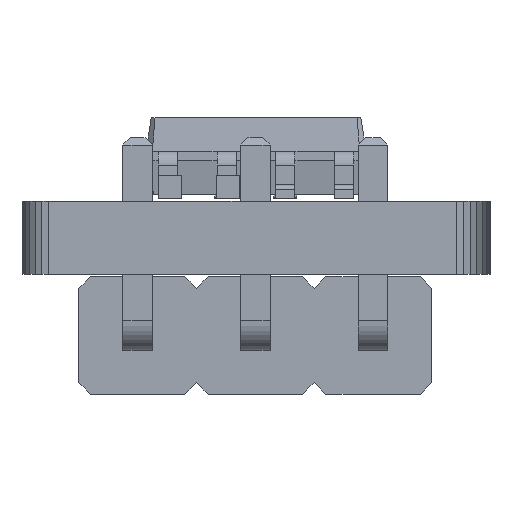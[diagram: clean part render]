
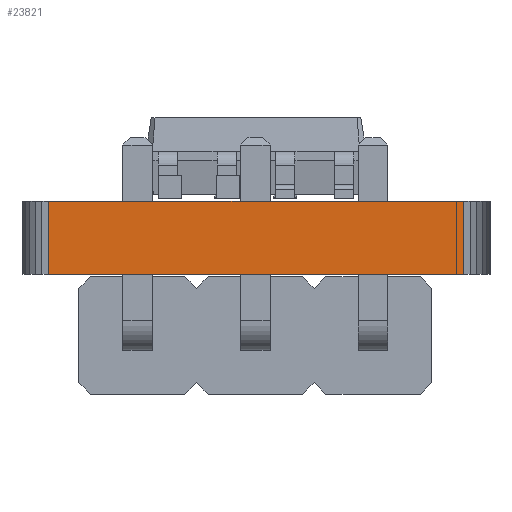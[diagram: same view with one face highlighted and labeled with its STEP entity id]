
A CAD part, left-side view. The second image highlights one B-rep face of the part: STEP entity #23821.
In plain terms, the highlighted planar face has unit normal (-1, 0, 0).
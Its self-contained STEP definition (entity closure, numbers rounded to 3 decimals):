
#20534 = PLANE('',#20535);
#20535 = AXIS2_PLACEMENT_3D('',#20536,#20537,#20538);
#20536 = CARTESIAN_POINT('',(144.451,-85.049,1.58));
#20537 = DIRECTION('',(-0.,-0.,-1.));
#20538 = DIRECTION('',(-1.,0.,0.));
#20588 = PLANE('',#20589);
#20589 = AXIS2_PLACEMENT_3D('',#20590,#20591,#20592);
#20590 = CARTESIAN_POINT('',(144.451,-85.049,0.));
#20591 = DIRECTION('',(-0.,-0.,-1.));
#20592 = DIRECTION('',(-1.,0.,0.));
#21873 = VERTEX_POINT('',#21874);
#21874 = CARTESIAN_POINT('',(135.002,-89.523,0.));
#21888 = PLANE('',#21889);
#21889 = AXIS2_PLACEMENT_3D('',#21890,#21891,#21892);
#21890 = CARTESIAN_POINT('',(135.021,-89.375,0.));
#21891 = DIRECTION('',(0.991,-0.131,0.));
#21892 = DIRECTION('',(-0.131,-0.991,0.));
#21900 = EDGE_CURVE('',#21873,#21901,#21903,.T.);
#21901 = VERTEX_POINT('',#21902);
#21902 = CARTESIAN_POINT('',(135.002,-80.577,0.));
#21903 = SURFACE_CURVE('',#21904,(#21908,#21915),.PCURVE_S1.);
#21904 = LINE('',#21905,#21906);
#21905 = CARTESIAN_POINT('',(135.002,-89.523,0.));
#21906 = VECTOR('',#21907,1.);
#21907 = DIRECTION('',(0.,1.,0.));
#21908 = PCURVE('',#20588,#21909);
#21909 = DEFINITIONAL_REPRESENTATION('',(#21910),#21914);
#21910 = LINE('',#21911,#21912);
#21911 = CARTESIAN_POINT('',(9.449,-4.474));
#21912 = VECTOR('',#21913,1.);
#21913 = DIRECTION('',(0.,1.));
#21914 = ( GEOMETRIC_REPRESENTATION_CONTEXT(2) 
PARAMETRIC_REPRESENTATION_CONTEXT() REPRESENTATION_CONTEXT('2D SPACE',''
  ) );
#21915 = PCURVE('',#21916,#21921);
#21916 = PLANE('',#21917);
#21917 = AXIS2_PLACEMENT_3D('',#21918,#21919,#21920);
#21918 = CARTESIAN_POINT('',(135.002,-89.523,0.));
#21919 = DIRECTION('',(-1.,0.,0.));
#21920 = DIRECTION('',(0.,1.,0.));
#21921 = DEFINITIONAL_REPRESENTATION('',(#21922),#21926);
#21922 = LINE('',#21923,#21924);
#21923 = CARTESIAN_POINT('',(0.,0.));
#21924 = VECTOR('',#21925,1.);
#21925 = DIRECTION('',(1.,0.));
#21926 = ( GEOMETRIC_REPRESENTATION_CONTEXT(2) 
PARAMETRIC_REPRESENTATION_CONTEXT() REPRESENTATION_CONTEXT('2D SPACE',''
  ) );
#21944 = PLANE('',#21945);
#21945 = AXIS2_PLACEMENT_3D('',#21946,#21947,#21948);
#21946 = CARTESIAN_POINT('',(135.002,-80.577,0.));
#21947 = DIRECTION('',(-0.991,0.131,0.));
#21948 = DIRECTION('',(0.131,0.991,0.));
#23149 = VERTEX_POINT('',#23150);
#23150 = CARTESIAN_POINT('',(135.002,-89.523,1.58));
#23171 = EDGE_CURVE('',#23149,#23172,#23174,.T.);
#23172 = VERTEX_POINT('',#23173);
#23173 = CARTESIAN_POINT('',(135.002,-80.577,1.58));
#23174 = SURFACE_CURVE('',#23175,(#23179,#23186),.PCURVE_S1.);
#23175 = LINE('',#23176,#23177);
#23176 = CARTESIAN_POINT('',(135.002,-89.523,1.58));
#23177 = VECTOR('',#23178,1.);
#23178 = DIRECTION('',(0.,1.,0.));
#23179 = PCURVE('',#20534,#23180);
#23180 = DEFINITIONAL_REPRESENTATION('',(#23181),#23185);
#23181 = LINE('',#23182,#23183);
#23182 = CARTESIAN_POINT('',(9.449,-4.474));
#23183 = VECTOR('',#23184,1.);
#23184 = DIRECTION('',(0.,1.));
#23185 = ( GEOMETRIC_REPRESENTATION_CONTEXT(2) 
PARAMETRIC_REPRESENTATION_CONTEXT() REPRESENTATION_CONTEXT('2D SPACE',''
  ) );
#23186 = PCURVE('',#21916,#23187);
#23187 = DEFINITIONAL_REPRESENTATION('',(#23188),#23192);
#23188 = LINE('',#23189,#23190);
#23189 = CARTESIAN_POINT('',(0.,-1.58));
#23190 = VECTOR('',#23191,1.);
#23191 = DIRECTION('',(1.,0.));
#23192 = ( GEOMETRIC_REPRESENTATION_CONTEXT(2) 
PARAMETRIC_REPRESENTATION_CONTEXT() REPRESENTATION_CONTEXT('2D SPACE',''
  ) );
#23771 = EDGE_CURVE('',#21901,#23172,#23772,.T.);
#23772 = SURFACE_CURVE('',#23773,(#23777,#23784),.PCURVE_S1.);
#23773 = LINE('',#23774,#23775);
#23774 = CARTESIAN_POINT('',(135.002,-80.577,0.));
#23775 = VECTOR('',#23776,1.);
#23776 = DIRECTION('',(0.,0.,1.));
#23777 = PCURVE('',#21944,#23778);
#23778 = DEFINITIONAL_REPRESENTATION('',(#23779),#23783);
#23779 = LINE('',#23780,#23781);
#23780 = CARTESIAN_POINT('',(0.,0.));
#23781 = VECTOR('',#23782,1.);
#23782 = DIRECTION('',(0.,-1.));
#23783 = ( GEOMETRIC_REPRESENTATION_CONTEXT(2) 
PARAMETRIC_REPRESENTATION_CONTEXT() REPRESENTATION_CONTEXT('2D SPACE',''
  ) );
#23784 = PCURVE('',#21916,#23785);
#23785 = DEFINITIONAL_REPRESENTATION('',(#23786),#23790);
#23786 = LINE('',#23787,#23788);
#23787 = CARTESIAN_POINT('',(8.947,0.));
#23788 = VECTOR('',#23789,1.);
#23789 = DIRECTION('',(0.,-1.));
#23790 = ( GEOMETRIC_REPRESENTATION_CONTEXT(2) 
PARAMETRIC_REPRESENTATION_CONTEXT() REPRESENTATION_CONTEXT('2D SPACE',''
  ) );
#23821 = ADVANCED_FACE('',(#23822),#21916,.T.);
#23822 = FACE_BOUND('',#23823,.T.);
#23823 = EDGE_LOOP('',(#23824,#23845,#23846,#23847));
#23824 = ORIENTED_EDGE('',*,*,#23825,.T.);
#23825 = EDGE_CURVE('',#21873,#23149,#23826,.T.);
#23826 = SURFACE_CURVE('',#23827,(#23831,#23838),.PCURVE_S1.);
#23827 = LINE('',#23828,#23829);
#23828 = CARTESIAN_POINT('',(135.002,-89.523,0.));
#23829 = VECTOR('',#23830,1.);
#23830 = DIRECTION('',(0.,0.,1.));
#23831 = PCURVE('',#21916,#23832);
#23832 = DEFINITIONAL_REPRESENTATION('',(#23833),#23837);
#23833 = LINE('',#23834,#23835);
#23834 = CARTESIAN_POINT('',(0.,0.));
#23835 = VECTOR('',#23836,1.);
#23836 = DIRECTION('',(0.,-1.));
#23837 = ( GEOMETRIC_REPRESENTATION_CONTEXT(2) 
PARAMETRIC_REPRESENTATION_CONTEXT() REPRESENTATION_CONTEXT('2D SPACE',''
  ) );
#23838 = PCURVE('',#21888,#23839);
#23839 = DEFINITIONAL_REPRESENTATION('',(#23840),#23844);
#23840 = LINE('',#23841,#23842);
#23841 = CARTESIAN_POINT('',(0.15,0.));
#23842 = VECTOR('',#23843,1.);
#23843 = DIRECTION('',(0.,-1.));
#23844 = ( GEOMETRIC_REPRESENTATION_CONTEXT(2) 
PARAMETRIC_REPRESENTATION_CONTEXT() REPRESENTATION_CONTEXT('2D SPACE',''
  ) );
#23845 = ORIENTED_EDGE('',*,*,#23171,.T.);
#23846 = ORIENTED_EDGE('',*,*,#23771,.F.);
#23847 = ORIENTED_EDGE('',*,*,#21900,.F.);
